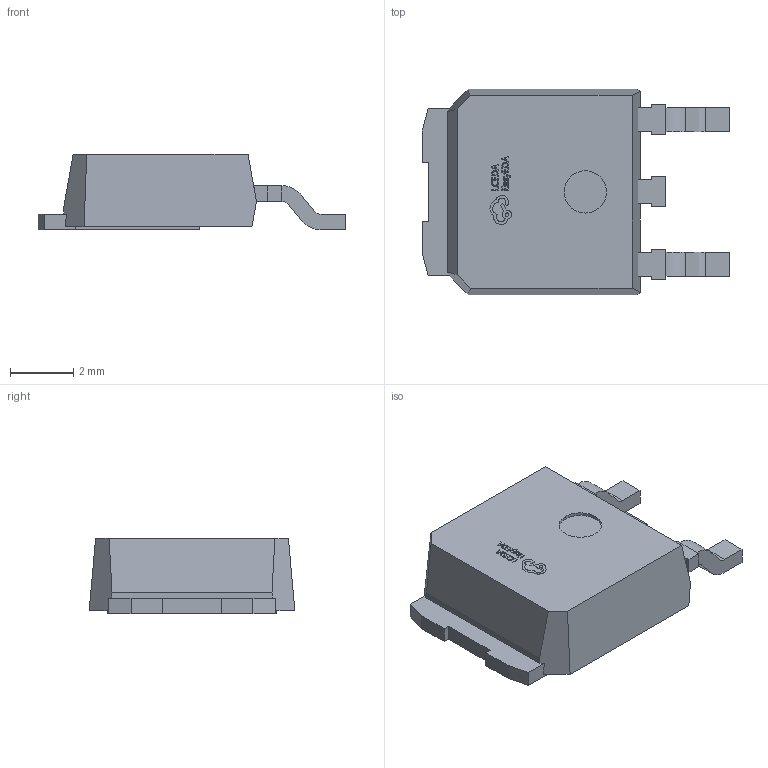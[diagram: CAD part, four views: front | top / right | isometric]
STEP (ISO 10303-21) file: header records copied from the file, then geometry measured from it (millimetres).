
FILE_DESCRIPTION (( 'STEP AP214' ), '1' );
FILE_NAME ('TO-252-3_L6.5-W6.1-P4.58-LS10.0-TL.STEP', '2025-04-27T03:58:05', ( '' ), ( '' ), 'SwSTEP 2.0', 'SolidWorks 2021', '' );
FILE_SCHEMA (( 'AUTOMOTIVE_DESIGN' ));
Length unit declared in the file: millimetre
Products named in the file (1): TO-252-3_L6.5-W6.1-P4.58-LS10.0-TL
Bounding box: 9.72 x 6.5 x 2.4 mm (x, y, z)
Volume: 91.6 mm3; surface area: 210.8 mm2
Topology: 2 solids, 2 shells, 318 faces, 865 edges, 572 vertices
Faces by surface type: plane 207, bspline 98, cylinder 13
Entity records: 13976 total; most frequent: CARTESIAN_POINT 3062, ORIENTED_EDGE 1730, DIRECTION 1133, EDGE_CURVE 865, LINE 639, VECTOR 639, VERTEX_POINT 572, EDGE_LOOP 339
